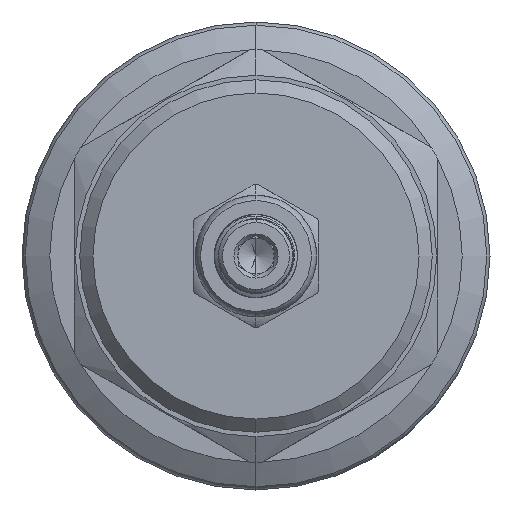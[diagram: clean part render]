
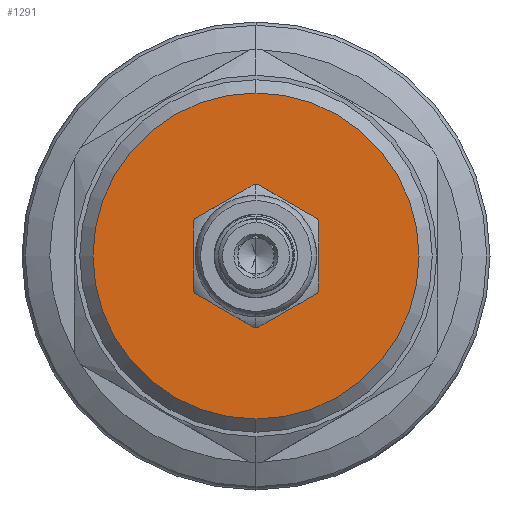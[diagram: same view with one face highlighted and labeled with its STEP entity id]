
A CAD part, left-side view. The second image highlights one B-rep face of the part: STEP entity #1291.
In plain terms, the highlighted planar face has unit normal (-1, 0, 0).
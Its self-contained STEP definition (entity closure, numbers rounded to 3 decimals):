
#14 = CIRCLE ( 'NONE', #13589, 18.5 ) ;
#294 = DIRECTION ( 'NONE',  ( -1., 0., 0. ) ) ;
#515 = DIRECTION ( 'NONE',  ( -1., 0., 0. ) ) ;
#1114 = FACE_BOUND ( 'NONE', #11667, .T. ) ;
#1291 = ADVANCED_FACE ( 'NONE', ( #1114, #13492 ), #1925, .T. ) ;
#1912 = DIRECTION ( 'NONE',  ( 0., 0., 1. ) ) ;
#1925 = PLANE ( 'NONE',  #8570 ) ;
#2039 = EDGE_CURVE ( 'NONE', #4595, #17624, #14, .T. ) ;
#2158 = CARTESIAN_POINT ( 'NONE',  ( -44.5, 0., 0. ) ) ;
#2487 = VERTEX_POINT ( 'NONE', #12455 ) ;
#2841 = ORIENTED_EDGE ( 'NONE', *, *, #2039, .T. ) ;
#3232 = DIRECTION ( 'NONE',  ( 0., 0., 1. ) ) ;
#3618 = CARTESIAN_POINT ( 'NONE',  ( -44.5, 0., 0. ) ) ;
#4306 = AXIS2_PLACEMENT_3D ( 'NONE', #7398, #294, #12700 ) ;
#4595 = VERTEX_POINT ( 'NONE', #16473 ) ;
#4676 = CIRCLE ( 'NONE', #16895, 6.875 ) ;
#7384 = CARTESIAN_POINT ( 'NONE',  ( -44.5, 0., 0. ) ) ;
#7398 = CARTESIAN_POINT ( 'NONE',  ( -44.5, 0., 0. ) ) ;
#7603 = DIRECTION ( 'NONE',  ( 1., 0., 0. ) ) ;
#7767 = DIRECTION ( 'NONE',  ( 0., 0., -1. ) ) ;
#7974 = ORIENTED_EDGE ( 'NONE', *, *, #10886, .T. ) ;
#8415 = CARTESIAN_POINT ( 'NONE',  ( -44.5, 0., 18.5 ) ) ;
#8442 = CARTESIAN_POINT ( 'NONE',  ( -44.5, 0., -6.875 ) ) ;
#8570 = AXIS2_PLACEMENT_3D ( 'NONE', #7384, #8722, #3232 ) ;
#8722 = DIRECTION ( 'NONE',  ( -1., 0., 0. ) ) ;
#8831 = CARTESIAN_POINT ( 'NONE',  ( -44.5, 0., 0. ) ) ;
#10341 = DIRECTION ( 'NONE',  ( 1., 0., 0. ) ) ;
#10432 = DIRECTION ( 'NONE',  ( 0., 0., -1. ) ) ;
#10886 = EDGE_CURVE ( 'NONE', #17624, #4595, #17344, .T. ) ;
#11241 = CIRCLE ( 'NONE', #16134, 6.875 ) ;
#11667 = EDGE_LOOP ( 'NONE', ( #15312, #14036 ) ) ;
#12369 = EDGE_CURVE ( 'NONE', #2487, #13640, #4676, .T. ) ;
#12455 = CARTESIAN_POINT ( 'NONE',  ( -44.5, 0., 6.875 ) ) ;
#12700 = DIRECTION ( 'NONE',  ( 0., 0., 1. ) ) ;
#13492 = FACE_OUTER_BOUND ( 'NONE', #16455, .T. ) ;
#13589 = AXIS2_PLACEMENT_3D ( 'NONE', #8831, #515, #1912 ) ;
#13640 = VERTEX_POINT ( 'NONE', #8442 ) ;
#14036 = ORIENTED_EDGE ( 'NONE', *, *, #16135, .T. ) ;
#15312 = ORIENTED_EDGE ( 'NONE', *, *, #12369, .T. ) ;
#16134 = AXIS2_PLACEMENT_3D ( 'NONE', #3618, #10341, #7767 ) ;
#16135 = EDGE_CURVE ( 'NONE', #13640, #2487, #11241, .T. ) ;
#16455 = EDGE_LOOP ( 'NONE', ( #2841, #7974 ) ) ;
#16473 = CARTESIAN_POINT ( 'NONE',  ( -44.5, 0., -18.5 ) ) ;
#16895 = AXIS2_PLACEMENT_3D ( 'NONE', #2158, #7603, #10432 ) ;
#17344 = CIRCLE ( 'NONE', #4306, 18.5 ) ;
#17624 = VERTEX_POINT ( 'NONE', #8415 ) ;
